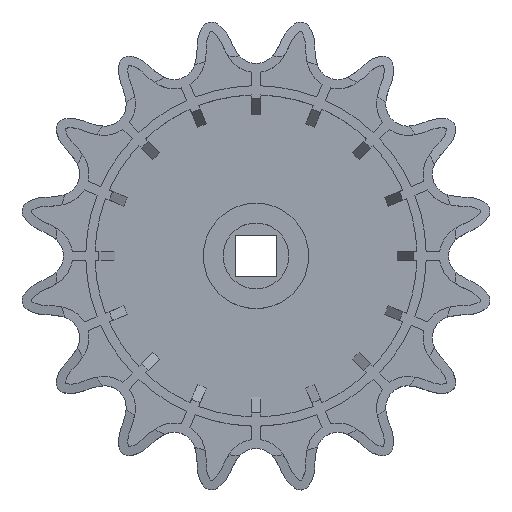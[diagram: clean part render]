
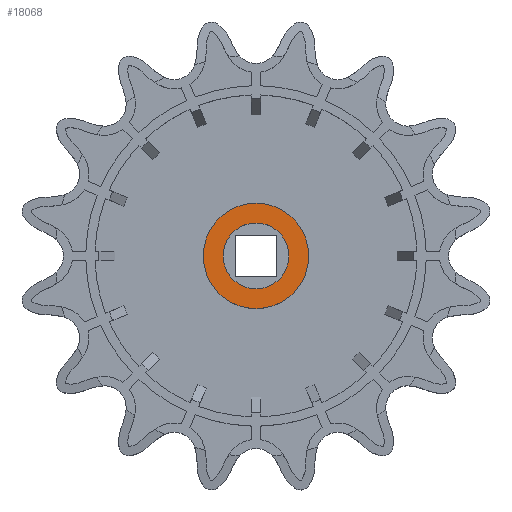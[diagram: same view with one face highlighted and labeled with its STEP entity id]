
A CAD part, top view. The second image highlights one B-rep face of the part: STEP entity #18068.
In plain terms, the highlighted planar face has unit normal (0, 0, 1).
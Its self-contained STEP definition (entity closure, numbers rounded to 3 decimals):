
#689 = VERTEX_POINT ( 'NONE', #10756 ) ;
#974 = AXIS2_PLACEMENT_3D ( 'NONE', #25871, #8137, #28685 ) ;
#996 = VERTEX_POINT ( 'NONE', #2326 ) ;
#2326 = CARTESIAN_POINT ( 'NONE',  ( -2.5, 0., 3.175 ) ) ;
#3317 = ORIENTED_EDGE ( 'NONE', *, *, #5034, .F. ) ;
#5034 = EDGE_CURVE ( 'NONE', #689, #996, #32001, .T. ) ;
#5090 = EDGE_CURVE ( 'NONE', #17344, #24979, #32304, .T. ) ;
#5212 = EDGE_LOOP ( 'NONE', ( #18500, #23854 ) ) ;
#8137 = DIRECTION ( 'NONE',  ( 0., 0., 1. ) ) ;
#9671 = AXIS2_PLACEMENT_3D ( 'NONE', #16072, #36133, #19070 ) ;
#10756 = CARTESIAN_POINT ( 'NONE',  ( 2.5, 0., 3.175 ) ) ;
#12141 = CARTESIAN_POINT ( 'NONE',  ( -4., 0., 3.175 ) ) ;
#12619 = CARTESIAN_POINT ( 'NONE',  ( 0., 0., 3.175 ) ) ;
#13932 = AXIS2_PLACEMENT_3D ( 'NONE', #29350, #32383, #34098 ) ;
#15652 = DIRECTION ( 'NONE',  ( 1., 0., 0. ) ) ;
#16072 = CARTESIAN_POINT ( 'NONE',  ( 0., 0., 3.175 ) ) ;
#16963 = AXIS2_PLACEMENT_3D ( 'NONE', #34047, #33431, #33151 ) ;
#17344 = VERTEX_POINT ( 'NONE', #26147 ) ;
#18068 = ADVANCED_FACE ( 'NONE', ( #31676, #31587 ), #18561, .T. ) ;
#18166 = ORIENTED_EDGE ( 'NONE', *, *, #32971, .F. ) ;
#18500 = ORIENTED_EDGE ( 'NONE', *, *, #5090, .F. ) ;
#18561 = PLANE ( 'NONE',  #35825 ) ;
#19070 = DIRECTION ( 'NONE',  ( 1., 0., 0. ) ) ;
#22972 = CIRCLE ( 'NONE', #974, 2.5 ) ;
#23854 = ORIENTED_EDGE ( 'NONE', *, *, #29107, .F. ) ;
#24979 = VERTEX_POINT ( 'NONE', #12141 ) ;
#25361 = CIRCLE ( 'NONE', #9671, 4. ) ;
#25871 = CARTESIAN_POINT ( 'NONE',  ( 0., 0., 3.175 ) ) ;
#26147 = CARTESIAN_POINT ( 'NONE',  ( 4., 0., 3.175 ) ) ;
#28685 = DIRECTION ( 'NONE',  ( 1., 0., 0. ) ) ;
#29107 = EDGE_CURVE ( 'NONE', #24979, #17344, #25361, .T. ) ;
#29350 = CARTESIAN_POINT ( 'NONE',  ( 0., 0., 3.175 ) ) ;
#31587 = FACE_OUTER_BOUND ( 'NONE', #5212, .T. ) ;
#31676 = FACE_BOUND ( 'NONE', #35252, .T. ) ;
#32001 = CIRCLE ( 'NONE', #13932, 2.5 ) ;
#32304 = CIRCLE ( 'NONE', #16963, 4. ) ;
#32383 = DIRECTION ( 'NONE',  ( 0., 0., 1. ) ) ;
#32923 = DIRECTION ( 'NONE',  ( 0., 0., 1. ) ) ;
#32971 = EDGE_CURVE ( 'NONE', #996, #689, #22972, .T. ) ;
#33151 = DIRECTION ( 'NONE',  ( 1., 0., 0. ) ) ;
#33431 = DIRECTION ( 'NONE',  ( 0., 0., -1. ) ) ;
#34047 = CARTESIAN_POINT ( 'NONE',  ( 0., 0., 3.175 ) ) ;
#34098 = DIRECTION ( 'NONE',  ( 1., 0., 0. ) ) ;
#35252 = EDGE_LOOP ( 'NONE', ( #3317, #18166 ) ) ;
#35825 = AXIS2_PLACEMENT_3D ( 'NONE', #12619, #32923, #15652 ) ;
#36133 = DIRECTION ( 'NONE',  ( 0., 0., -1. ) ) ;
